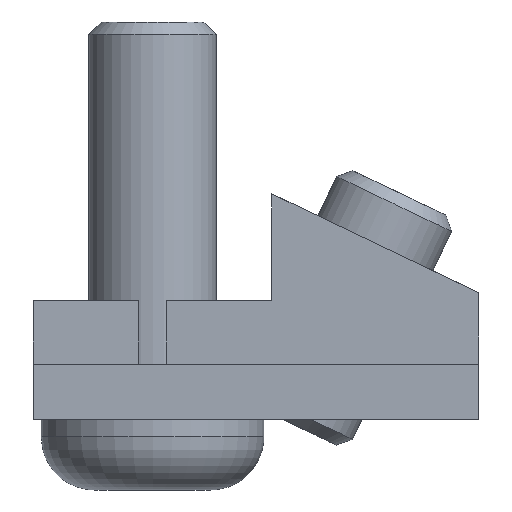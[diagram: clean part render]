
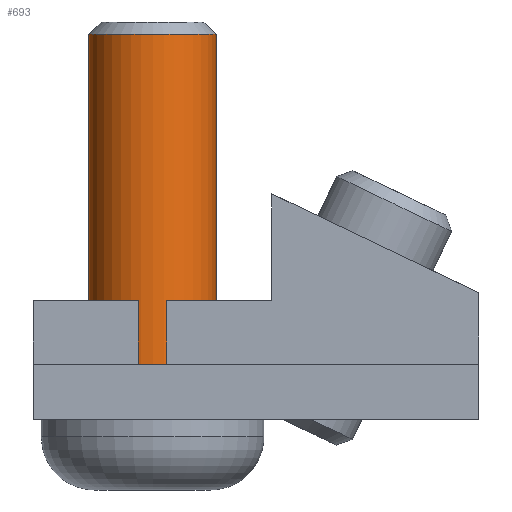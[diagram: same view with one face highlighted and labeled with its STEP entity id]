
A CAD part, front view. The second image highlights one B-rep face of the part: STEP entity #693.
In plain terms, the highlighted cylindrical face has radius 4 mm (diameter 8 mm), a full revolution.
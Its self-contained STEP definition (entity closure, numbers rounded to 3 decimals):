
#196=FACE_BOUND($,#292,.T.);
#213=CIRCLE($,#752,4.);
#214=CIRCLE($,#754,4.);
#241=FACE_OUTER_BOUND($,#291,.T.);
#291=EDGE_LOOP($,(#578));
#292=EDGE_LOOP($,(#579));
#360=VERTEX_POINT($,#1073);
#361=VERTEX_POINT($,#1076);
#440=EDGE_CURVE($,#360,#360,#213,.T.);
#441=EDGE_CURVE($,#361,#361,#214,.T.);
#578=ORIENTED_EDGE($,*,*,#441,.F.);
#579=ORIENTED_EDGE($,*,*,#440,.F.);
#672=CYLINDRICAL_SURFACE($,#753,4.);
#693=ADVANCED_FACE($,(#241,#196),#672,.T.);
#752=AXIS2_PLACEMENT_3D($,#1074,#880,#881);
#753=AXIS2_PLACEMENT_3D($,#1075,#882,#883);
#754=AXIS2_PLACEMENT_3D($,#1077,#884,#885);
#880=DIRECTION('center_axis',(0.,0.,
-1.));
#881=DIRECTION('ref_axis',(-1.,0.,0.));
#882=DIRECTION('center_axis',(0.,0.,
1.));
#883=DIRECTION('ref_axis',(1.,0.,0.));
#884=DIRECTION('center_axis',(0.,0.,
1.));
#885=DIRECTION('ref_axis',(-1.,0.,0.));
#1073=CARTESIAN_POINT('',(4.,0.,-7.6));
#1074=CARTESIAN_POINT('Origin',(0.,0.,
-7.6));
#1075=CARTESIAN_POINT('Origin',(0.,0.,
5.75));
#1076=CARTESIAN_POINT('',(4.,0.,16.233));
#1077=CARTESIAN_POINT('Origin',(0.,0.,
16.233));
